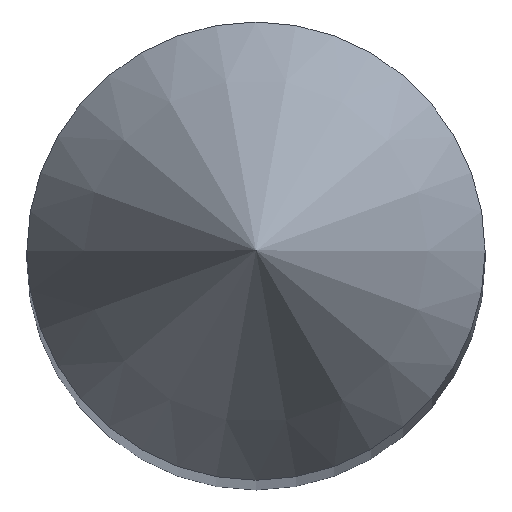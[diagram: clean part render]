
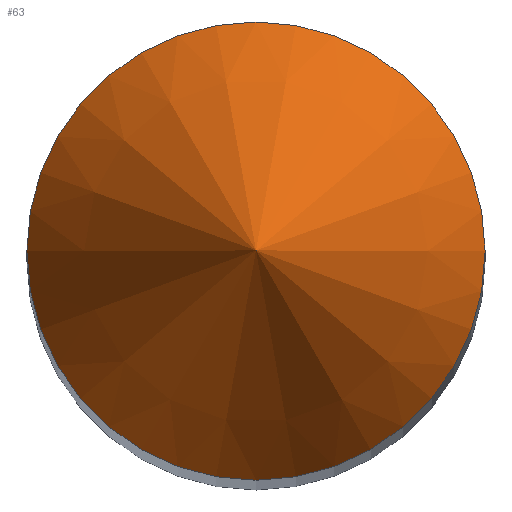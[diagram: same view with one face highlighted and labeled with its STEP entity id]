
A CAD part, top view. The second image highlights one B-rep face of the part: STEP entity #63.
In plain terms, the highlighted conical face has half-angle 30 degrees and reference radius 5.75 mm.
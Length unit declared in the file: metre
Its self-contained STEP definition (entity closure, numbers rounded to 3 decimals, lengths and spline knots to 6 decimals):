
#16=VERTEX_LOOP('',#34);
#24=ORIENTED_EDGE('',*,*,#28,.F.);
#28=EDGE_CURVE('',#33,#33,#38,.T.);
#33=VERTEX_POINT('',#119);
#34=VERTEX_POINT('',#121);
#38=CIRCLE('',#84,0.00575);
#46=EDGE_LOOP('',(#24));
#55=FACE_BOUND('',#16,.T.);
#56=FACE_BOUND('',#46,.T.);
#58=CONICAL_SURFACE('',#85,0.00575,0.524);
#63=ADVANCED_FACE('',(#55,#56),#58,.T.);
#84=AXIS2_PLACEMENT_3D('',#118,#102,#103);
#85=AXIS2_PLACEMENT_3D('',#120,#104,#105);
#102=DIRECTION('',(0.,0.,-1.));
#103=DIRECTION('',(-1.,0.,0.));
#104=DIRECTION('',(0.,0.,-1.));
#105=DIRECTION('',(-1.,0.,0.));
#118=CARTESIAN_POINT('',(0.,0.,0.140041));
#119=CARTESIAN_POINT('',(-0.00575,0.,0.140041));
#120=CARTESIAN_POINT('',(0.,0.,0.140041));
#121=CARTESIAN_POINT('',(0.,0.,0.15));
